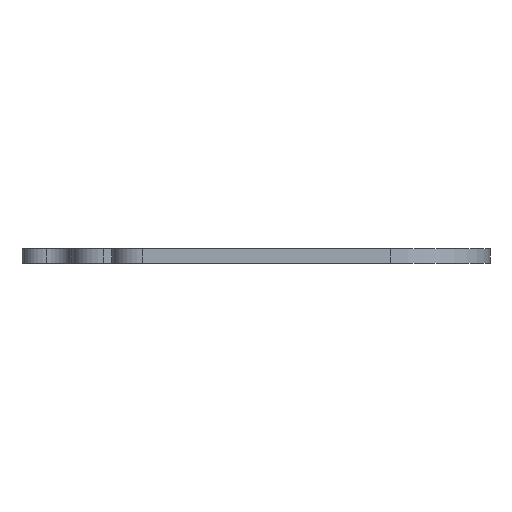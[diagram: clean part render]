
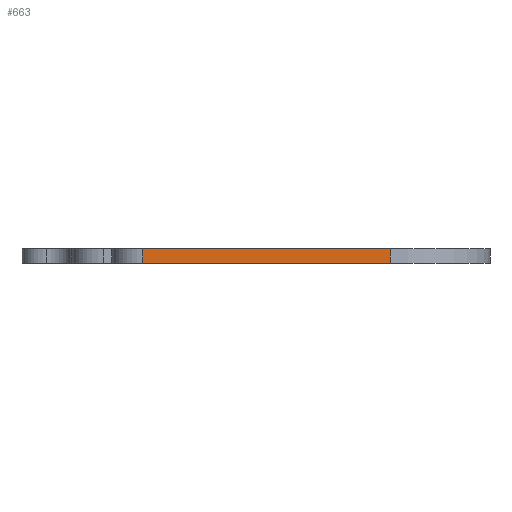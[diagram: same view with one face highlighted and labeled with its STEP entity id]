
A CAD part, left-side view. The second image highlights one B-rep face of the part: STEP entity #663.
In plain terms, the highlighted planar face has unit normal (-1, 0, 0).
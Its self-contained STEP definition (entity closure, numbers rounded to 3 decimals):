
#82=FACE_OUTER_BOUND('',#116,.T.);
#116=EDGE_LOOP('',(#450,#451,#452,#453));
#150=LINE('',#1063,#220);
#151=LINE('',#1065,#221);
#152=LINE('',#1067,#222);
#153=LINE('',#1068,#223);
#220=VECTOR('',#847,10.);
#221=VECTOR('',#848,10.);
#222=VECTOR('',#849,10.);
#223=VECTOR('',#850,10.);
#290=VERTEX_POINT('',#1061);
#291=VERTEX_POINT('',#1062);
#292=VERTEX_POINT('',#1064);
#293=VERTEX_POINT('',#1066);
#354=EDGE_CURVE('',#290,#291,#150,.T.);
#355=EDGE_CURVE('',#290,#292,#151,.T.);
#356=EDGE_CURVE('',#293,#292,#152,.T.);
#357=EDGE_CURVE('',#291,#293,#153,.T.);
#450=ORIENTED_EDGE('',*,*,#354,.F.);
#451=ORIENTED_EDGE('',*,*,#355,.T.);
#452=ORIENTED_EDGE('',*,*,#356,.F.);
#453=ORIENTED_EDGE('',*,*,#357,.F.);
#642=PLANE('',#768);
#663=ADVANCED_FACE('',(#82),#642,.T.);
#768=AXIS2_PLACEMENT_3D('',#1060,#845,#846);
#845=DIRECTION('center_axis',(-1.,0.,0.));
#846=DIRECTION('ref_axis',(0.,-1.,0.));
#847=DIRECTION('',(0.,1.,0.));
#848=DIRECTION('',(0.,0.,1.));
#849=DIRECTION('',(0.,-1.,0.));
#850=DIRECTION('',(0.,0.,1.));
#1060=CARTESIAN_POINT('Origin',(-44.747,16.985,0.));
#1061=CARTESIAN_POINT('',(-44.747,-7.875,0.));
#1062=CARTESIAN_POINT('',(-44.747,16.985,0.));
#1063=CARTESIAN_POINT('',(-44.747,8.125,0.));
#1064=CARTESIAN_POINT('',(-44.747,-7.875,1.5));
#1065=CARTESIAN_POINT('',(-44.747,-7.875,0.));
#1066=CARTESIAN_POINT('',(-44.747,16.985,1.5));
#1067=CARTESIAN_POINT('',(-44.747,8.125,1.5));
#1068=CARTESIAN_POINT('',(-44.747,16.985,0.));
